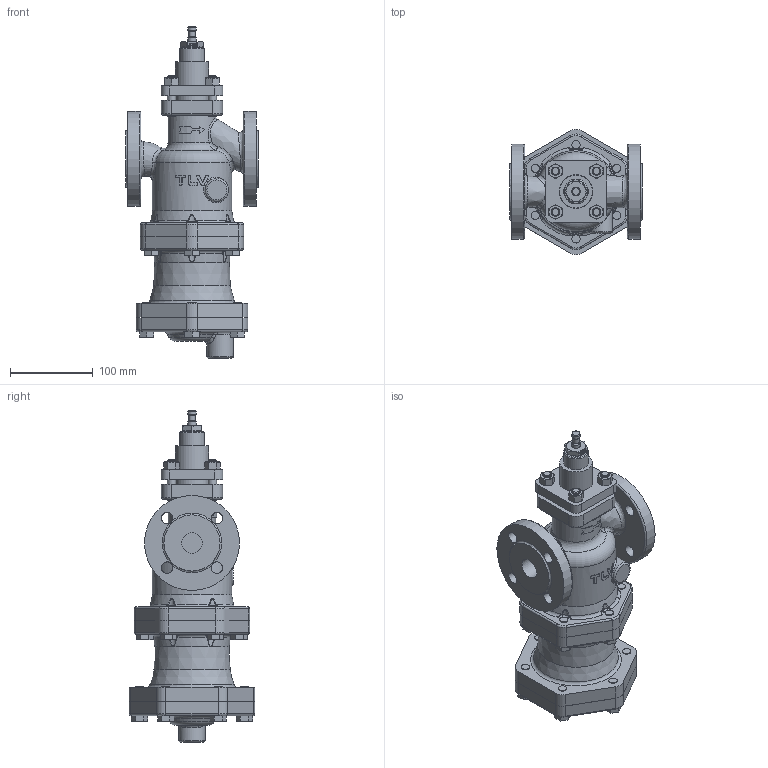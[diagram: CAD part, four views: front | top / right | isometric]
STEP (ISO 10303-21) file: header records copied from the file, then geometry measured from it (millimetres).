
FILE_DESCRIPTION(/* description */ (''),/* implementation_level */ '2;1');
FILE_NAME(/* name */ 'rcv16-025-e0025-01.stp',/* time_stamp */ '2019-06-20T10:17:55+09:00',/* author */ ('asada'),/* organization */ (''),/* preprocessor_version */ 'ST-DEVELOPER v15.6',/* originating_system */ 'Autodesk Inventor 2015',/* authorisation */ '');
FILE_SCHEMA (('AUTOMOTIVE_DESIGN { 1 0 10303 214 3 1 1 }'));
Length unit declared in the file: centimetre
Products named in the file (1): rcv16-025-e0025-01
Bounding box: 160 x 152.01 x 402.13 mm (x, y, z)
Volume: 2857078.5 mm3; surface area: 279456.1 mm2
Topology: 2 solids, 2 shells, 725 faces, 1791 edges, 1103 vertices
Faces by surface type: plane 267, bspline 177, cylinder 148, cone 73, torus 60
Full cylindrical faces by diameter (mm): 2.459 x1, 7.5 x1, 10 x38, 11 x4, 12 x12, 14 x8, 23.5 x1, 25 x2, 28 x1, 29.97 x1, 32 x1, 40 x1, 41 x1, 58 x1, 80 x1, 82.07 x1, 96 x1, 115 x2
Entity records: 28392 total; most frequent: CARTESIAN_POINT 12912, ORIENTED_EDGE 3218, DIRECTION 2776, EDGE_CURVE 1609, AXIS2_PLACEMENT_3D 1093, VERTEX_POINT 1062, EDGE_LOOP 949, FACE_OUTER_BOUND 725
